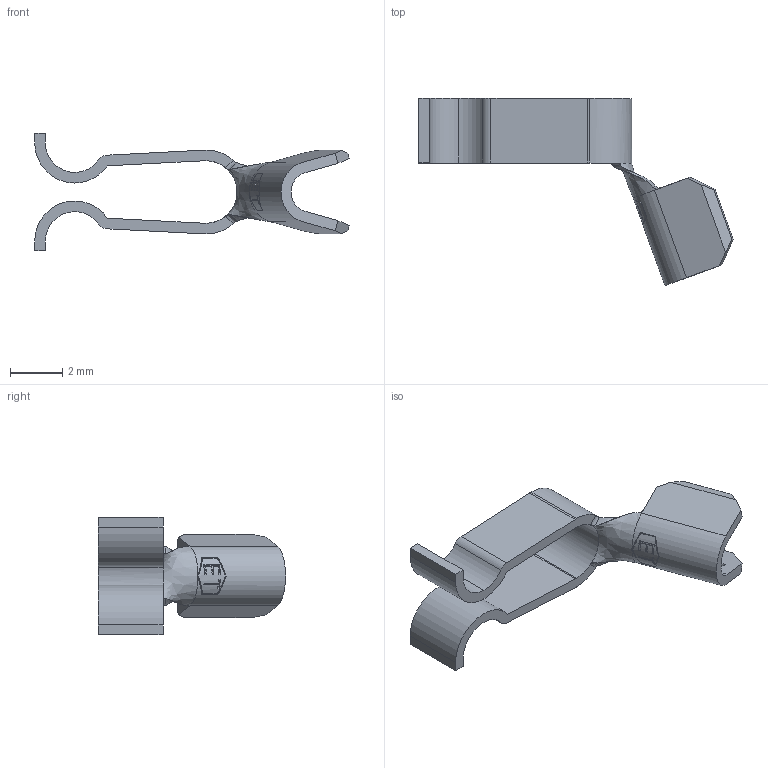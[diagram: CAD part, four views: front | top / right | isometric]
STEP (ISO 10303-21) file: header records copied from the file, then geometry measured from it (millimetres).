
FILE_DESCRIPTION (( 'STEP AP203' ), '1' );
FILE_NAME ('09717.STEP', '2015-02-23T15:30:22', ( '' ), ( '' ), 'SwSTEP 2.0', 'SolidWorks 2014', '' );
FILE_SCHEMA (( 'CONFIG_CONTROL_DESIGN' ));
Length unit declared in the file: inch
Products named in the file (1): 09717
Bounding box: 12 x 7.14 x 4.5 mm (x, y, z)
Volume: 29.8 mm3; surface area: 175.9 mm2
Topology: 1 solids, 1 shells, 140 faces, 372 edges, 237 vertices
Faces by surface type: plane 84, cylinder 28, bspline 16, cone 12
Entity records: 4761 total; most frequent: CARTESIAN_POINT 1304, ORIENTED_EDGE 744, DIRECTION 647, EDGE_CURVE 372, VERTEX_POINT 237, VECTOR 233, LINE 233, AXIS2_PLACEMENT_3D 207
